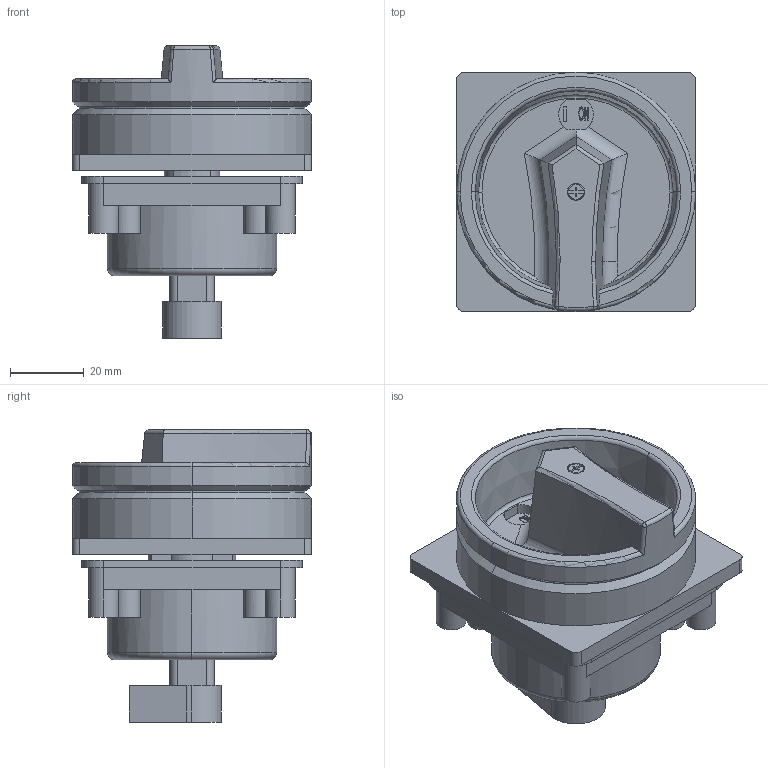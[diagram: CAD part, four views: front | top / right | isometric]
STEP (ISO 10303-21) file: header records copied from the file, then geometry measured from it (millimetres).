
FILE_DESCRIPTION (( 'STEP AP214' ), '1' );
FILE_NAME ('Eaton main switch P1-25-M4-SVB - switch.STEP', '2016-03-07T14:13:15', ( '' ), ( '' ), 'SwSTEP 2.0', 'SolidWorks 2016', '' );
FILE_SCHEMA (( 'AUTOMOTIVE_DESIGN' ));
Length unit declared in the file: millimetre
Products named in the file (1): Eaton main switch P1-25-M4-SVB - switch
Bounding box: 65 x 65 x 79.5 mm (x, y, z)
Volume: 89093.6 mm3; surface area: 60954.7 mm2
Topology: 4 solids, 4 shells, 460 faces, 1190 edges, 756 vertices
Faces by surface type: plane 202, cylinder 138, cone 68, torus 36, bspline 13, sphere 3
Entity records: 15361 total; most frequent: CARTESIAN_POINT 3496, DIRECTION 2429, ORIENTED_EDGE 2348, EDGE_CURVE 1174, AXIS2_PLACEMENT_3D 925, VERTEX_POINT 756, LINE 579, VECTOR 579
